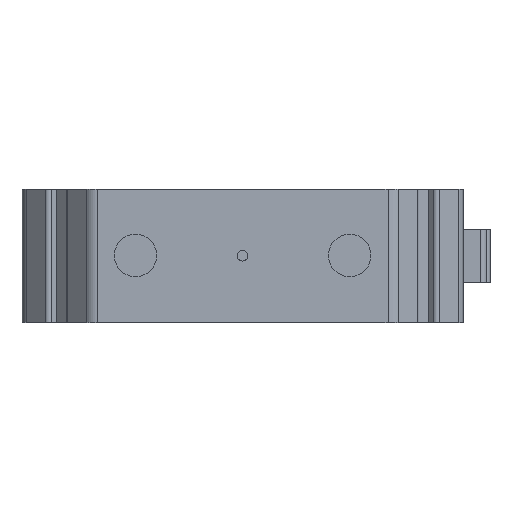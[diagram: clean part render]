
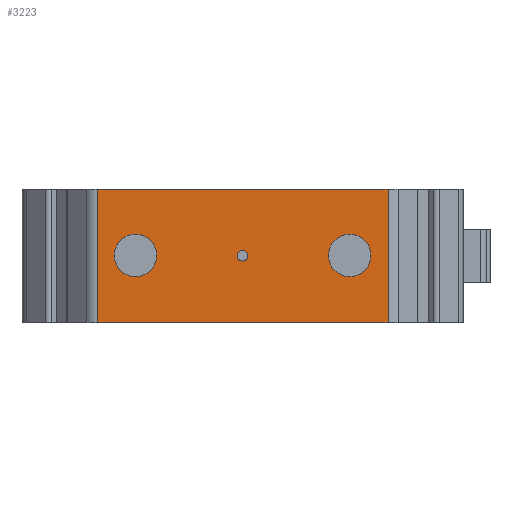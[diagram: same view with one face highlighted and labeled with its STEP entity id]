
A CAD part, top view. The second image highlights one B-rep face of the part: STEP entity #3223.
In plain terms, the highlighted planar face has unit normal (0, 0, 1).
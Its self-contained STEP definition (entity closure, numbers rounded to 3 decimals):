
#109=CIRCLE('',#3414,4.);
#110=CIRCLE('',#3415,1.);
#111=CIRCLE('',#3416,4.);
#753=ORIENTED_EDGE('',*,*,#1122,.F.);
#754=ORIENTED_EDGE('',*,*,#1123,.T.);
#755=ORIENTED_EDGE('',*,*,#1124,.F.);
#756=ORIENTED_EDGE('',*,*,#1083,.T.);
#757=ORIENTED_EDGE('',*,*,#1062,.T.);
#758=ORIENTED_EDGE('',*,*,#1082,.F.);
#759=ORIENTED_EDGE('',*,*,#895,.T.);
#895=EDGE_CURVE('',#1221,#1220,#1435,.T.);
#1062=EDGE_CURVE('',#1346,#1345,#1562,.T.);
#1082=EDGE_CURVE('',#1221,#1345,#1579,.T.);
#1083=EDGE_CURVE('',#1220,#1346,#1580,.T.);
#1122=EDGE_CURVE('',#1354,#1354,#109,.T.);
#1123=EDGE_CURVE('',#1355,#1355,#110,.T.);
#1124=EDGE_CURVE('',#1356,#1356,#111,.T.);
#1220=VERTEX_POINT('',#4309);
#1221=VERTEX_POINT('',#4311);
#1345=VERTEX_POINT('',#4645);
#1346=VERTEX_POINT('',#4647);
#1354=VERTEX_POINT('',#4767);
#1355=VERTEX_POINT('',#4769);
#1356=VERTEX_POINT('',#4771);
#1435=LINE('',#4310,#1700);
#1562=LINE('',#4646,#1827);
#1579=LINE('',#4685,#1844);
#1580=LINE('',#4687,#1845);
#1700=VECTOR('',#3571,1000.);
#1827=VECTOR('',#3866,1000.);
#1844=VECTOR('',#3911,1000.);
#1845=VECTOR('',#3914,1000.);
#2008=EDGE_LOOP('',(#753));
#2009=EDGE_LOOP('',(#754));
#2010=EDGE_LOOP('',(#755));
#2011=EDGE_LOOP('',(#756,#757,#758,#759));
#2143=FACE_BOUND('',#2008,.T.);
#2144=FACE_BOUND('',#2009,.T.);
#2145=FACE_BOUND('',#2010,.T.);
#2146=FACE_BOUND('',#2011,.T.);
#2240=PLANE('',#3413);
#3223=ADVANCED_FACE('',(#2143,#2144,#2145,#2146),#2240,.T.);
#3413=AXIS2_PLACEMENT_3D('',#4765,#4031,#4032);
#3414=AXIS2_PLACEMENT_3D('',#4766,#4033,#4034);
#3415=AXIS2_PLACEMENT_3D('',#4768,#4035,#4036);
#3416=AXIS2_PLACEMENT_3D('',#4770,#4037,#4038);
#3571=DIRECTION('',(1.,0.,0.));
#3866=DIRECTION('',(-1.,0.,0.));
#3911=DIRECTION('',(0.,1.,0.));
#3914=DIRECTION('',(0.,1.,0.));
#4031=DIRECTION('',(0.,0.,1.));
#4032=DIRECTION('',(1.,0.,0.));
#4033=DIRECTION('',(0.,0.,1.));
#4034=DIRECTION('',(-1.,0.,0.));
#4035=DIRECTION('',(0.,0.,-1.));
#4036=DIRECTION('',(-1.,0.,0.));
#4037=DIRECTION('',(0.,0.,1.));
#4038=DIRECTION('',(-1.,0.,0.));
#4309=CARTESIAN_POINT('',(27.361,-12.55,44.535));
#4310=CARTESIAN_POINT('',(-27.361,-12.55,44.535));
#4311=CARTESIAN_POINT('',(-27.361,-12.55,44.535));
#4645=CARTESIAN_POINT('',(-27.361,12.5,44.535));
#4646=CARTESIAN_POINT('',(27.361,12.5,44.535));
#4647=CARTESIAN_POINT('',(27.361,12.5,44.535));
#4685=CARTESIAN_POINT('',(-27.361,-12.55,44.535));
#4687=CARTESIAN_POINT('',(27.361,-12.55,44.535));
#4765=CARTESIAN_POINT('',(27.361,12.5,44.535));
#4766=CARTESIAN_POINT('',(-20.151,0.,44.535));
#4767=CARTESIAN_POINT('',(-24.151,0.,44.535));
#4768=CARTESIAN_POINT('',(0.,-0.05,44.535));
#4769=CARTESIAN_POINT('',(-1.,-0.05,44.535));
#4770=CARTESIAN_POINT('',(20.149,0.,44.535));
#4771=CARTESIAN_POINT('',(16.149,0.,44.535));
